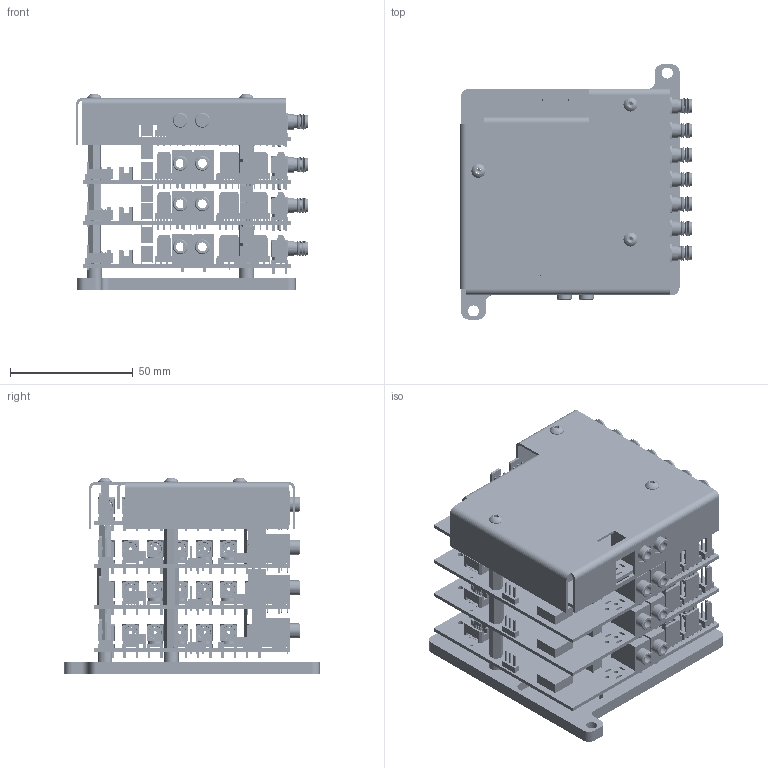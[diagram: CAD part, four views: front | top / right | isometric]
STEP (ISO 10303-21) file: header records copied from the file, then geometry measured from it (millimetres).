
FILE_DESCRIPTION (( 'STEP AP203' ), '1' );
FILE_NAME ('Tombak_4.STEP', '2023-03-14T10:58:02', ( '' ), ( '' ), 'SwSTEP 2.0', 'SolidWorks 2021', '' );
FILE_SCHEMA (( 'CONFIG_CONTROL_DESIGN' ));
Products named in the file (1): Tombak_4
Bounding box: 94.6 x 104 x 79.74 mm (x, y, z)
Surface area: 124615.8 mm2 (no closed solid volume)
Topology: 0 solids, 452 shells, 2743 faces, 9928 edges, 7545 vertices
Faces by surface type: plane 1764, cylinder 517, cone 455, torus 4, sphere 3
Full cylindrical faces by diameter (mm): 0.457 x26, 0.7 x12, 1 x4, 1.19 x34, 1.27 x6, 1.3 x9, 1.575 x3, 1.6 x8, 1.702 x20, 2.2 x8, 3.58 x8, 4.1 x28, 4.5 x2, 4.6 x8, 4.63 x28, 5.35 x56, 5.7 x3, 6 x38, 6.3 x28, 6.5 x3, 8 x2
Entity records: 103672 total; most frequent: CARTESIAN_POINT 21283, DIRECTION 17076, ORIENTED_EDGE 12990, EDGE_CURVE 9173, VERTEX_POINT 7388, VECTOR 6274, LINE 6274, AXIS2_PLACEMENT_3D 5401
